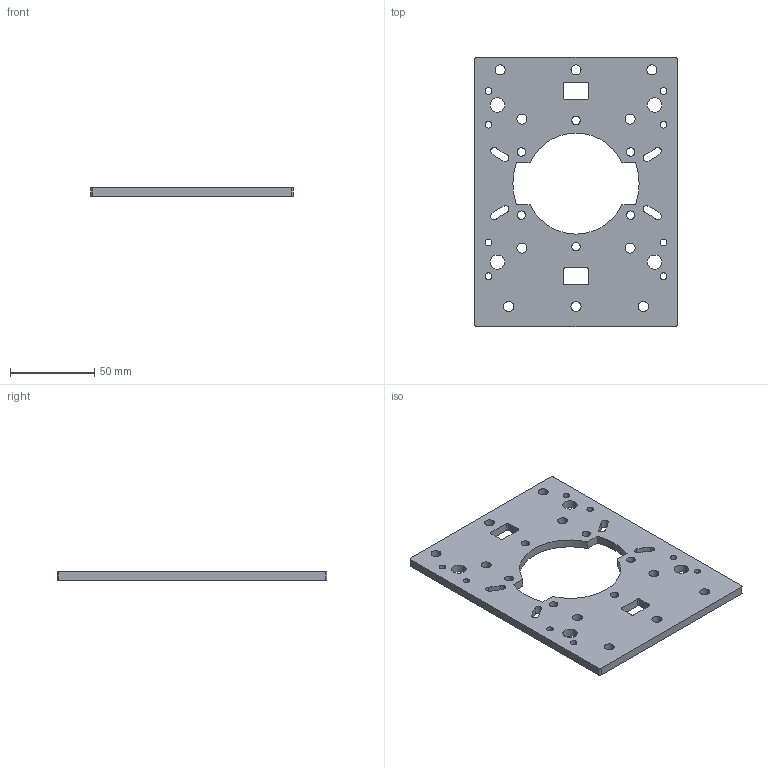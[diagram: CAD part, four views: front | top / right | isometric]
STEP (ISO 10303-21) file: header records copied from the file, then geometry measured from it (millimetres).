
FILE_DESCRIPTION((''),'2;1');
FILE_NAME('SHOULDER_SHAFT_BOX_FACE','2022-07-16T14:58:28',('ccha425'),('Department of Mechanical Engineering, The University of Auckland'),'CREO PARAMETRIC BY PTC INC, 2017260','CREO PARAMETRIC BY PTC INC, 2017260','');
FILE_SCHEMA(('CONFIG_CONTROL_DESIGN'));
Length unit declared in the file: millimetre
Products named in the file (1): SHOULDER_SHAFT_BOX_FACE
Bounding box: 120 x 160 x 5 mm (x, y, z)
Volume: 73868.6 mm3; surface area: 36951.3 mm2
Topology: 1 solids, 1 shells, 106 faces, 312 edges, 208 vertices
Faces by surface type: cylinder 88, plane 18
Entity records: 3810 total; most frequent: DIRECTION 700, CARTESIAN_POINT 626, ORIENTED_EDGE 624, EDGE_CURVE 312, AXIS2_PLACEMENT_3D 282, VERTEX_POINT 208, EDGE_LOOP 176, CIRCLE 176
